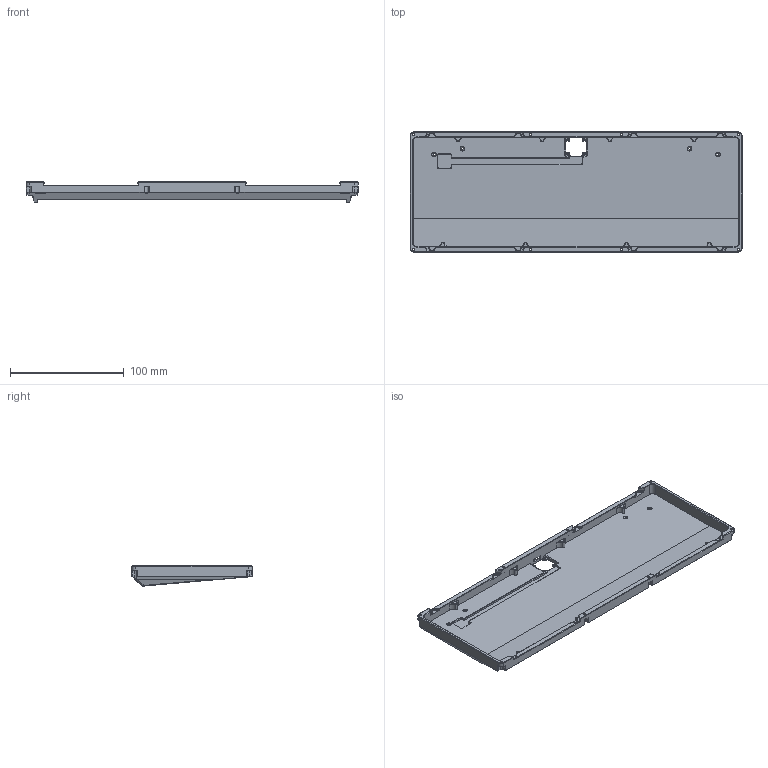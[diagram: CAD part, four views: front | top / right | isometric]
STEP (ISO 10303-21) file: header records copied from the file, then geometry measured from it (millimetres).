
FILE_DESCRIPTION(/* description */ (''),/* implementation_level */ '2;1');
FILE_NAME(/* name */ 'singularityBOTTOM.step',/* time_stamp */ '2021-04-24T22:00:09-07:00',/* author */ (''),/* organization */ (''),/* preprocessor_version */ 'ST-DEVELOPER v18.1',/* originating_system */ 'Autodesk Translation Framework v10.6.0.1341',/* authorisation */ '');
FILE_SCHEMA (('AUTOMOTIVE_DESIGN { 1 0 10303 214 3 1 1 }'));
Length unit declared in the file: millimetre
Products named in the file (1): SingularityBASE
Bounding box: 292.3 x 105.8 x 17.82 mm (x, y, z)
Volume: 101124.7 mm3; surface area: 76782.8 mm2
Topology: 1 solids, 1 shells, 534 faces, 1390 edges, 843 vertices
Faces by surface type: plane 260, cylinder 139, cone 105, bspline 30
Full cylindrical faces by diameter (mm): 2 x16, 8 x2
Entity records: 16685 total; most frequent: CARTESIAN_POINT 3672, ORIENTED_EDGE 2748, DIRECTION 2661, EDGE_CURVE 1374, LINE 905, VECTOR 905, AXIS2_PLACEMENT_3D 878, VERTEX_POINT 843
